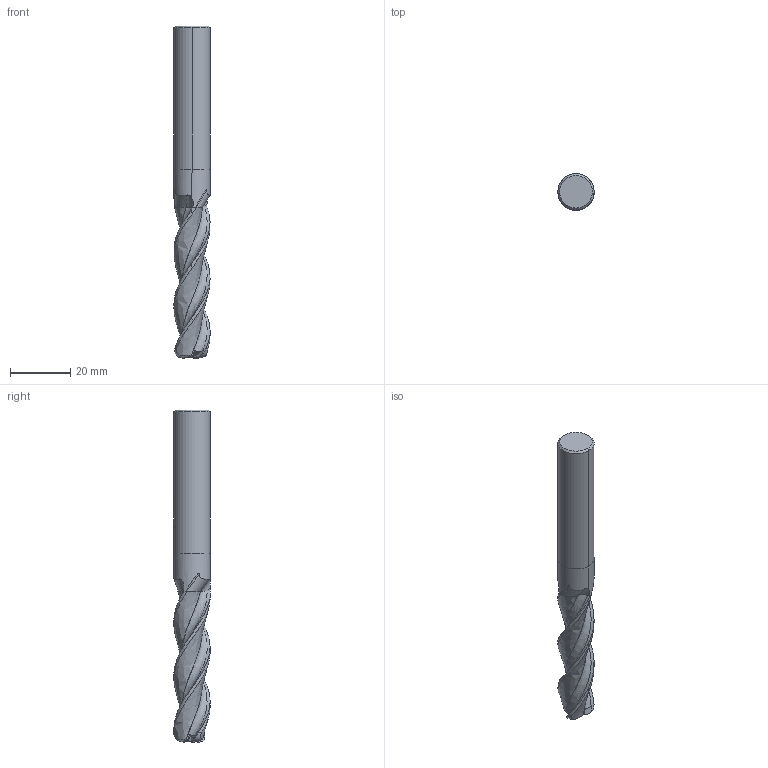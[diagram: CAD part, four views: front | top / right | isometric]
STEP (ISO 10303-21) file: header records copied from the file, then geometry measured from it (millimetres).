
FILE_DESCRIPTION(('no description'),'unknown implementation level');
FILE_NAME('solidtQl05_UO5os2jwAApX7VYOqWLZk_1.STP',' ',('CIM GmbH Aachen'),('CADClick - KiM GmbH - www.kimweb.de'),'unknown preprocess','ACIS','unknown authorization');
FILE_SCHEMA(('automotive_design'));
Length unit declared in the file: millimetre
Products named in the file (2): 1; 2
Bounding box: 12 x 12 x 110 mm (x, y, z)
Volume: 9711.2 mm3; surface area: 6013 mm2
Topology: 2 solids, 2 shells, 94 faces, 273 edges, 183 vertices
Faces by surface type: plane 39, cylinder 15, revolution 12, bspline 12, cone 11, torus 5
Entity records: 12736 total; most frequent: CARTESIAN_POINT 7319, STYLED_ITEM 552, PRESENTATION_STYLE_ASSIGNMENT 552, COLOUR_RGB 552, ORIENTED_EDGE 546, DIRECTION 415, EDGE_CURVE 273, CURVE_STYLE 273
